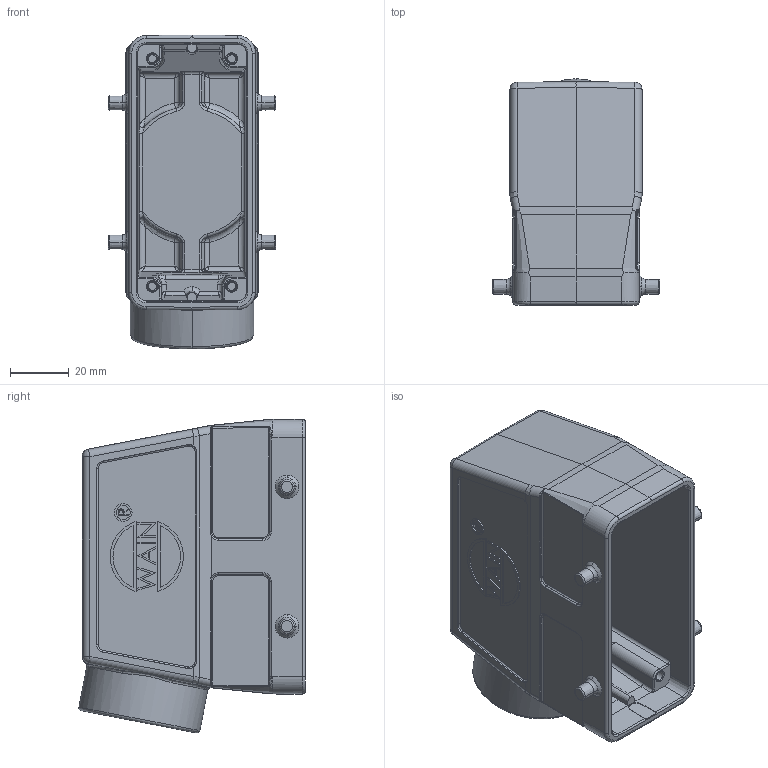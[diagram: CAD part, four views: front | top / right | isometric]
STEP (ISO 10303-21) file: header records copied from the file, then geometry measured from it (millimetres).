
FILE_DESCRIPTION((''),'2;1');
FILE_NAME('____16','2019-04-26T',('zl.chen'),(''),'PRO/ENGINEER BY PARAMETRIC TECHNOLOGY CORPORATION, 2013430','PRO/ENGINEER BY PARAMETRIC TECHNOLOGY CORPORATION, 2013430','');
FILE_SCHEMA(('CONFIG_CONTROL_DESIGN','SHAPE_APPEARANCE_LAYERS_GROUPS'));
Length unit declared in the file: millimetre
Products named in the file (1): ____16
Bounding box: 57 x 77.14 x 106.94 mm (x, y, z)
Volume: 91214.1 mm3; surface area: 46591.3 mm2
Topology: 1 solids, 1 shells, 678 faces, 1656 edges, 994 vertices
Faces by surface type: plane 239, cylinder 180, bspline 123, torus 70, cone 48, extrusion 10, sphere 8
Entity records: 27465 total; most frequent: CARTESIAN_POINT 12410, ORIENTED_EDGE 3260, DIRECTION 2827, EDGE_CURVE 1630, AXIS2_PLACEMENT_3D 1023, VERTEX_POINT 994, VECTOR 781, LINE 771
